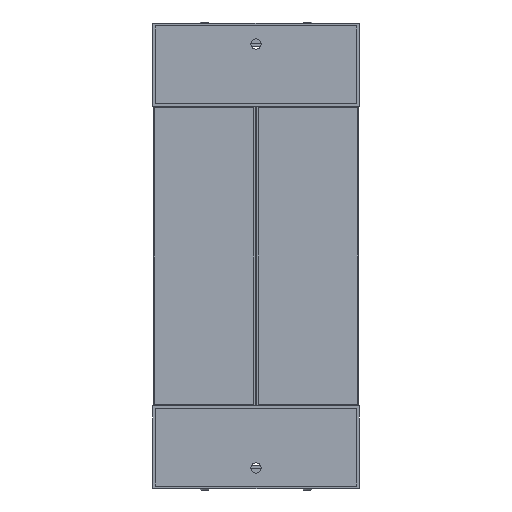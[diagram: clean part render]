
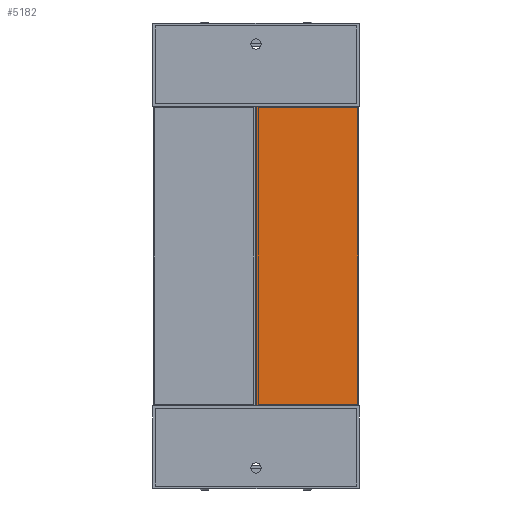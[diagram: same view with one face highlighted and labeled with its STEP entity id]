
A CAD part, left-side view. The second image highlights one B-rep face of the part: STEP entity #5182.
In plain terms, the highlighted face is planar.
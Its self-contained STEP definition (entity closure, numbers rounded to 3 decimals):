
#179 = CARTESIAN_POINT ( 'NONE',  ( 145., -49.5, -0.75 ) ) ;
#185 = CARTESIAN_POINT ( 'NONE',  ( 145., 49.5, -0.75 ) ) ;
#211 = CARTESIAN_POINT ( 'NONE',  ( -145., -49.5, -0.75 ) ) ;
#347 = PLANE ( 'NONE',  #838 ) ;
#499 = EDGE_LOOP ( 'NONE', ( #1127, #5604, #1887, #2896 ) ) ;
#838 = AXIS2_PLACEMENT_3D ( 'NONE', #4137, #913, #4671 ) ;
#913 = DIRECTION ( 'NONE',  ( 0., 0., -1. ) ) ;
#1079 = VECTOR ( 'NONE', #6800, 1000. ) ;
#1127 = ORIENTED_EDGE ( 'NONE', *, *, #5962, .T. ) ;
#1183 = CARTESIAN_POINT ( 'NONE',  ( -145., -49.5, -0.75 ) ) ;
#1596 = EDGE_CURVE ( 'NONE', #5404, #5587, #6380, .T. ) ;
#1887 = ORIENTED_EDGE ( 'NONE', *, *, #6469, .F. ) ;
#2028 = LINE ( 'NONE', #1183, #6121 ) ;
#2140 = FACE_OUTER_BOUND ( 'NONE', #499, .T. ) ;
#2206 = VERTEX_POINT ( 'NONE', #211 ) ;
#2523 = LINE ( 'NONE', #6234, #1079 ) ;
#2635 = DIRECTION ( 'NONE',  ( 1., 0., 0. ) ) ;
#2807 = DIRECTION ( 'NONE',  ( 0., 1., 0. ) ) ;
#2896 = ORIENTED_EDGE ( 'NONE', *, *, #4495, .F. ) ;
#3093 = VECTOR ( 'NONE', #2635, 1000. ) ;
#3659 = VERTEX_POINT ( 'NONE', #179 ) ;
#4137 = CARTESIAN_POINT ( 'NONE',  ( 0., 0., -0.75 ) ) ;
#4495 = EDGE_CURVE ( 'NONE', #2206, #3659, #5763, .T. ) ;
#4655 = CARTESIAN_POINT ( 'NONE',  ( -145., 49.5, -0.75 ) ) ;
#4671 = DIRECTION ( 'NONE',  ( -1., 0., 0. ) ) ;
#4901 = CARTESIAN_POINT ( 'NONE',  ( -145., 49.5, -0.75 ) ) ;
#5182 = ADVANCED_FACE ( 'NONE', ( #2140 ), #347, .T. ) ;
#5404 = VERTEX_POINT ( 'NONE', #4901 ) ;
#5587 = VERTEX_POINT ( 'NONE', #185 ) ;
#5604 = ORIENTED_EDGE ( 'NONE', *, *, #1596, .T. ) ;
#5763 = LINE ( 'NONE', #5825, #3093 ) ;
#5825 = CARTESIAN_POINT ( 'NONE',  ( -145., -49.5, -0.75 ) ) ;
#5962 = EDGE_CURVE ( 'NONE', #2206, #5404, #2028, .T. ) ;
#6121 = VECTOR ( 'NONE', #2807, 1000. ) ;
#6190 = VECTOR ( 'NONE', #6287, 1000. ) ;
#6234 = CARTESIAN_POINT ( 'NONE',  ( 145., -49.5, -0.75 ) ) ;
#6287 = DIRECTION ( 'NONE',  ( 1., 0., 0. ) ) ;
#6380 = LINE ( 'NONE', #4655, #6190 ) ;
#6469 = EDGE_CURVE ( 'NONE', #3659, #5587, #2523, .T. ) ;
#6800 = DIRECTION ( 'NONE',  ( 0., 1., 0. ) ) ;
